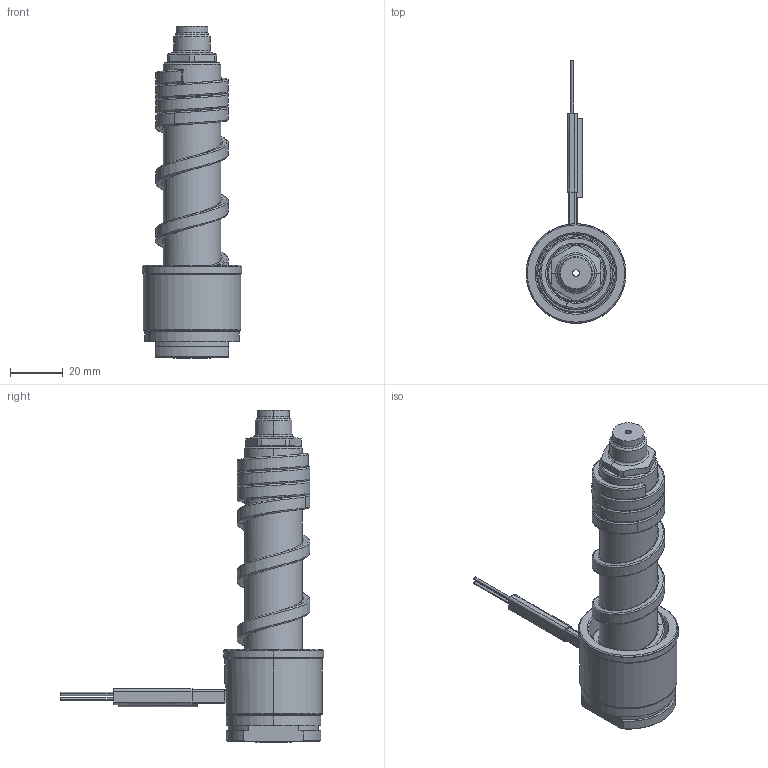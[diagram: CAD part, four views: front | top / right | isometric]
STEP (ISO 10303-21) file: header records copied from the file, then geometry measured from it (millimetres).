
FILE_DESCRIPTION((''),'2;1');
FILE_NAME('LS-126-AEM-N','2014-02-18T',('Íàòàëüÿ'),('IMID'),'PRO/ENGINEER BY PARAMETRIC TECHNOLOGY CORPORATION, 2010480','PRO/ENGINEER BY PARAMETRIC TECHNOLOGY CORPORATION, 2010480','');
FILE_SCHEMA(('CONFIG_CONTROL_DESIGN'));
Length unit declared in the file: millimetre
Products named in the file (1): LS-126-AEM-N
Bounding box: 38 x 100 x 126.2 mm (x, y, z)
Volume: 63087.4 mm3; surface area: 29202 mm2
Topology: 1 solids, 7 shells, 295 faces, 738 edges, 439 vertices
Faces by surface type: cylinder 96, bspline 54, cone 52, plane 48, torus 26, revolution 9, extrusion 8, sphere 2
Entity records: 16337 total; most frequent: CARTESIAN_POINT 9644, ORIENTED_EDGE 1436, DIRECTION 1292, EDGE_CURVE 730, AXIS2_PLACEMENT_3D 510, VERTEX_POINT 439, EDGE_LOOP 317, FACE_OUTER_BOUND 295
